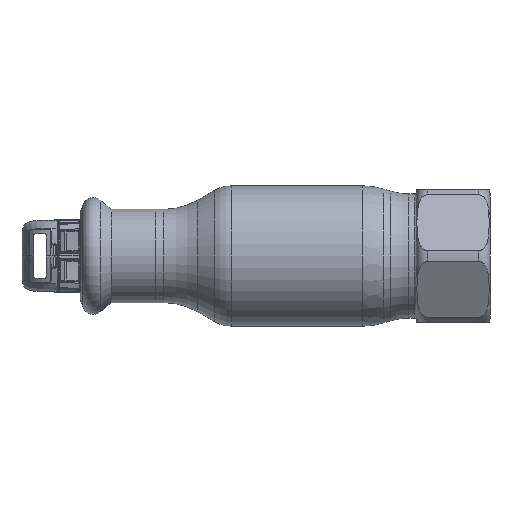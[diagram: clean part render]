
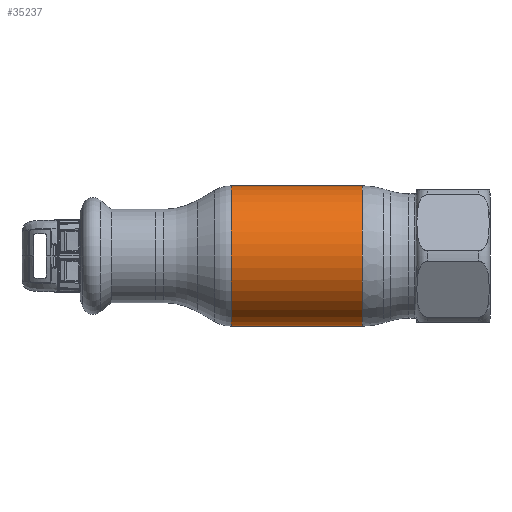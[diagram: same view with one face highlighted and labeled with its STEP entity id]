
A CAD part, front view. The second image highlights one B-rep face of the part: STEP entity #35237.
In plain terms, the highlighted cylindrical face has radius 19 mm (diameter 38 mm), a partial arc.
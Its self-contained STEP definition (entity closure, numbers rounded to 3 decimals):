
#363 = DIRECTION ( 'NONE',  ( 0., 0., 1. ) ) ;
#1615 = DIRECTION ( 'NONE',  ( -1., 0., 0. ) ) ;
#2458 = EDGE_CURVE ( 'NONE', #59462, #33369, #10802, .T. ) ;
#6656 = VERTEX_POINT ( 'NONE', #33754 ) ;
#10476 = CARTESIAN_POINT ( 'NONE',  ( -62.69, 0., 19. ) ) ;
#10802 = LINE ( 'NONE', #10476, #28795 ) ;
#11360 = CARTESIAN_POINT ( 'NONE',  ( -18.088, 0., 19. ) ) ;
#12198 = FACE_OUTER_BOUND ( 'NONE', #34275, .T. ) ;
#13536 = EDGE_CURVE ( 'NONE', #22619, #59462, #19475, .T. ) ;
#16726 = CIRCLE ( 'NONE', #40804, 19. ) ;
#19475 = CIRCLE ( 'NONE', #39191, 19. ) ;
#21136 = ORIENTED_EDGE ( 'NONE', *, *, #47120, .F. ) ;
#21515 = DIRECTION ( 'NONE',  ( -1., 0., 0. ) ) ;
#22619 = VERTEX_POINT ( 'NONE', #28377 ) ;
#25081 = AXIS2_PLACEMENT_3D ( 'NONE', #36580, #47565, #363 ) ;
#27083 = CARTESIAN_POINT ( 'NONE',  ( -18.088, 0., 0. ) ) ;
#28377 = CARTESIAN_POINT ( 'NONE',  ( 17.411, 0., -19. ) ) ;
#28430 = DIRECTION ( 'NONE',  ( -1., 0., 0. ) ) ;
#28540 = ORIENTED_EDGE ( 'NONE', *, *, #13536, .T. ) ;
#28616 = CARTESIAN_POINT ( 'NONE',  ( 17.411, 0., 0. ) ) ;
#28795 = VECTOR ( 'NONE', #21515, 1000. ) ;
#32763 = DIRECTION ( 'NONE',  ( -1., 0., 0. ) ) ;
#33369 = VERTEX_POINT ( 'NONE', #11360 ) ;
#33754 = CARTESIAN_POINT ( 'NONE',  ( -18.088, 0., -19. ) ) ;
#34275 = EDGE_LOOP ( 'NONE', ( #21136, #28540, #38325, #67011 ) ) ;
#35237 = ADVANCED_FACE ( 'NONE', ( #12198 ), #66968, .T. ) ;
#36580 = CARTESIAN_POINT ( 'NONE',  ( -62.69, 0., 0. ) ) ;
#38325 = ORIENTED_EDGE ( 'NONE', *, *, #2458, .T. ) ;
#39191 = AXIS2_PLACEMENT_3D ( 'NONE', #28616, #1615, #67163 ) ;
#40804 = AXIS2_PLACEMENT_3D ( 'NONE', #27083, #32763, #49041 ) ;
#47120 = EDGE_CURVE ( 'NONE', #22619, #6656, #62301, .T. ) ;
#47565 = DIRECTION ( 'NONE',  ( -1., 0., 0. ) ) ;
#49041 = DIRECTION ( 'NONE',  ( 0., 0., 1. ) ) ;
#55449 = CARTESIAN_POINT ( 'NONE',  ( -62.69, 0., -19. ) ) ;
#56001 = EDGE_CURVE ( 'NONE', #6656, #33369, #16726, .T. ) ;
#57307 = CARTESIAN_POINT ( 'NONE',  ( 17.411, 0., 19. ) ) ;
#59462 = VERTEX_POINT ( 'NONE', #57307 ) ;
#62301 = LINE ( 'NONE', #55449, #64907 ) ;
#64907 = VECTOR ( 'NONE', #28430, 1000. ) ;
#66968 = CYLINDRICAL_SURFACE ( 'NONE', #25081, 19. ) ;
#67011 = ORIENTED_EDGE ( 'NONE', *, *, #56001, .F. ) ;
#67163 = DIRECTION ( 'NONE',  ( 0., 0., 1. ) ) ;
